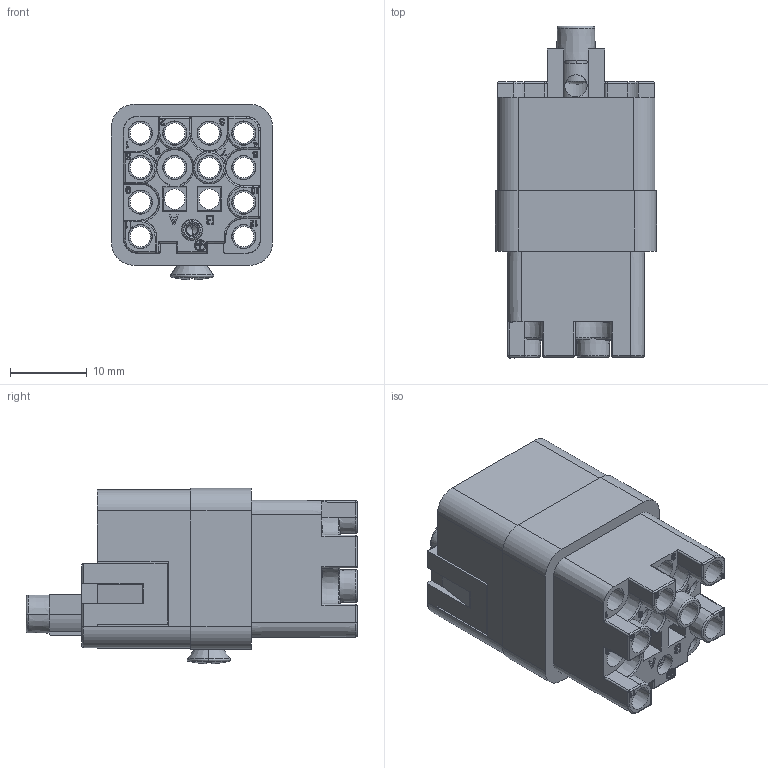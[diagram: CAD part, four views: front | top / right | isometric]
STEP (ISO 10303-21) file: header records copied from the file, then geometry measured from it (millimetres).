
FILE_DESCRIPTION((''),'2;1');
FILE_NAME('3D_1300120200001_HQ-012_0-FC_V1','2022-03-22T',('mh.wu'),(''),'PRO/ENGINEER BY PARAMETRIC TECHNOLOGY CORPORATION, 2012480','PRO/ENGINEER BY PARAMETRIC TECHNOLOGY CORPORATION, 2012480','');
FILE_SCHEMA(('CONFIG_CONTROL_DESIGN'));
Length unit declared in the file: millimetre
Products named in the file (1): 3D_1300120200001_HQ-012_0-FC_V1
Bounding box: 21 x 43.3 x 22.87 mm (x, y, z)
Volume: 9068.8 mm3; surface area: 9431.8 mm2
Topology: 1 solids, 3 shells, 1332 faces, 3711 edges, 2430 vertices
Faces by surface type: plane 846, extrusion 186, cylinder 141, cone 82, torus 37, bspline 22, sphere 18
Entity records: 44336 total; most frequent: CARTESIAN_POINT 10735, ORIENTED_EDGE 7384, DIRECTION 6186, EDGE_CURVE 3692, VECTOR 2716, LINE 2530, VERTEX_POINT 2430, AXIS2_PLACEMENT_3D 1735
